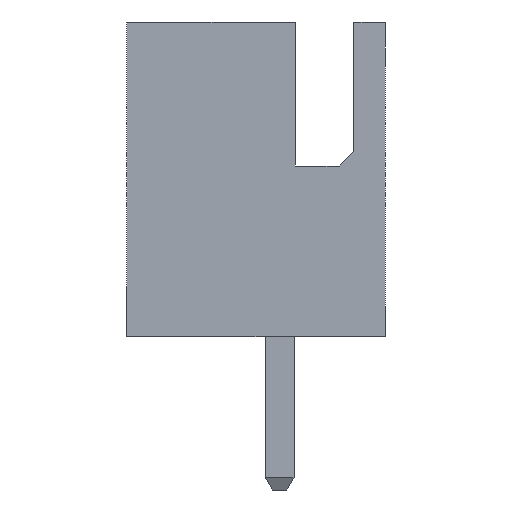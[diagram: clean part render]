
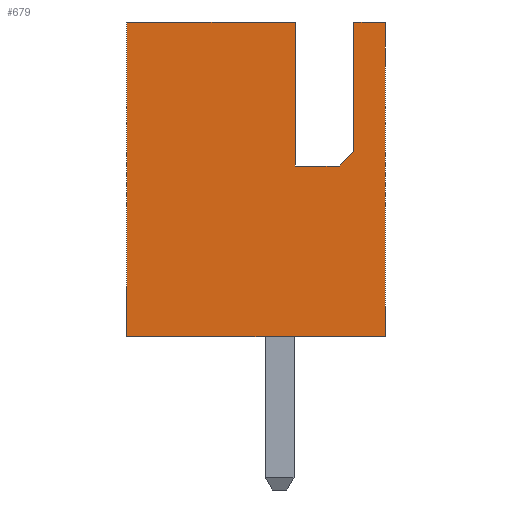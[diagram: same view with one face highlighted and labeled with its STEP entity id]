
A CAD part, left-side view. The second image highlights one B-rep face of the part: STEP entity #679.
In plain terms, the highlighted planar face has unit normal (-1, 0, 0).
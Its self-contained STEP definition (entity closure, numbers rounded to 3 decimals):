
#679=ADVANCED_FACE('',(#1438),#1440,.T.);
#1438=FACE_BOUND('',#1439,.T.);
#1439=EDGE_LOOP('',(#2066,#2067,#2068,#2069,#2070,#2071,#2072,#2073,#2074));
#1440=PLANE('',#1441);
#1441=AXIS2_PLACEMENT_3D('',#1442,#1443,#1444);
#1442=CARTESIAN_POINT('',(-17.55,3.4,0.));
#1443=DIRECTION('',(-1.,0.,0.));
#1444=DIRECTION('',(0.,-1.,0.));
#2066=ORIENTED_EDGE('',*,*,#2470,.T.);
#2067=ORIENTED_EDGE('',*,*,#2471,.T.);
#2068=ORIENTED_EDGE('',*,*,#2472,.F.);
#2069=ORIENTED_EDGE('',*,*,#2414,.F.);
#2070=ORIENTED_EDGE('',*,*,#2430,.T.);
#2071=ORIENTED_EDGE('',*,*,#2464,.T.);
#2072=ORIENTED_EDGE('',*,*,#2473,.F.);
#2073=ORIENTED_EDGE('',*,*,#2474,.T.);
#2074=ORIENTED_EDGE('',*,*,#2475,.T.);
#2414=EDGE_CURVE('',#2742,#2744,#2745,.T.);
#2430=EDGE_CURVE('',#2742,#2767,#2769,.T.);
#2464=EDGE_CURVE('',#2767,#2821,#2823,.T.);
#2470=EDGE_CURVE('',#2829,#2830,#2831,.F.);
#2471=EDGE_CURVE('',#2830,#2832,#2833,.F.);
#2472=EDGE_CURVE('',#2744,#2832,#2834,.T.);
#2473=EDGE_CURVE('',#2835,#2821,#2836,.T.);
#2474=EDGE_CURVE('',#2835,#2837,#2838,.F.);
#2475=EDGE_CURVE('',#2837,#2829,#2839,.F.);
#2742=VERTEX_POINT('',#3333);
#2744=VERTEX_POINT('',#3337);
#2745=LINE('',#3338,#3339);
#2767=VERTEX_POINT('',#3390);
#2769=LINE('',#3394,#3395);
#2821=VERTEX_POINT('',#3512);
#2823=LINE('',#3516,#3517);
#2829=VERTEX_POINT('',#3534);
#2830=VERTEX_POINT('',#3535);
#2831=LINE('',#3536,#3537);
#2832=VERTEX_POINT('',#3539);
#2833=LINE('',#3540,#3541);
#2834=LINE('',#3543,#3544);
#2835=VERTEX_POINT('',#3546);
#2836=LINE('',#3547,#3548);
#2837=VERTEX_POINT('',#3550);
#2838=LINE('',#3551,#3552);
#2839=LINE('',#3554,#3555);
#3333=CARTESIAN_POINT('',(-17.55,3.4,0.));
#3337=CARTESIAN_POINT('',(-17.55,3.4,7.));
#3338=CARTESIAN_POINT('',(-17.55,3.4,0.));
#3339=VECTOR('',#3340,1.);
#3340=DIRECTION('',(0.,0.,1.));
#3390=CARTESIAN_POINT('',(-17.55,-2.35,0.));
#3394=CARTESIAN_POINT('',(-17.55,3.4,0.));
#3395=VECTOR('',#3396,1.);
#3396=DIRECTION('',(0.,-1.,0.));
#3512=CARTESIAN_POINT('',(-17.55,-2.35,7.));
#3516=CARTESIAN_POINT('',(-17.55,-2.35,0.));
#3517=VECTOR('',#3518,1.);
#3518=DIRECTION('',(0.,0.,1.));
#3534=CARTESIAN_POINT('',(-17.55,-1.325,3.8));
#3535=CARTESIAN_POINT('',(-17.55,-0.35,3.8));
#3536=CARTESIAN_POINT('',(-17.55,-0.35,3.8));
#3537=VECTOR('',#3538,1.);
#3538=DIRECTION('',(0.,-1.,0.));
#3539=CARTESIAN_POINT('',(-17.55,-0.35,7.));
#3540=CARTESIAN_POINT('',(-17.55,-0.35,7.));
#3541=VECTOR('',#3542,1.);
#3542=DIRECTION('',(0.,0.,-1.));
#3543=CARTESIAN_POINT('',(-17.55,3.4,7.));
#3544=VECTOR('',#3545,1.);
#3545=DIRECTION('',(0.,-1.,0.));
#3546=CARTESIAN_POINT('',(-17.55,-1.65,7.));
#3547=CARTESIAN_POINT('',(-17.55,-1.65,7.));
#3548=VECTOR('',#3549,1.);
#3549=DIRECTION('',(0.,-1.,0.));
#3550=CARTESIAN_POINT('',(-17.55,-1.65,4.125));
#3551=CARTESIAN_POINT('',(-17.55,-1.65,4.125));
#3552=VECTOR('',#3553,1.);
#3553=DIRECTION('',(0.,0.,1.));
#3554=CARTESIAN_POINT('',(-17.55,-1.325,3.8));
#3555=VECTOR('',#3556,1.);
#3556=DIRECTION('',(0.,-0.707,0.707));
